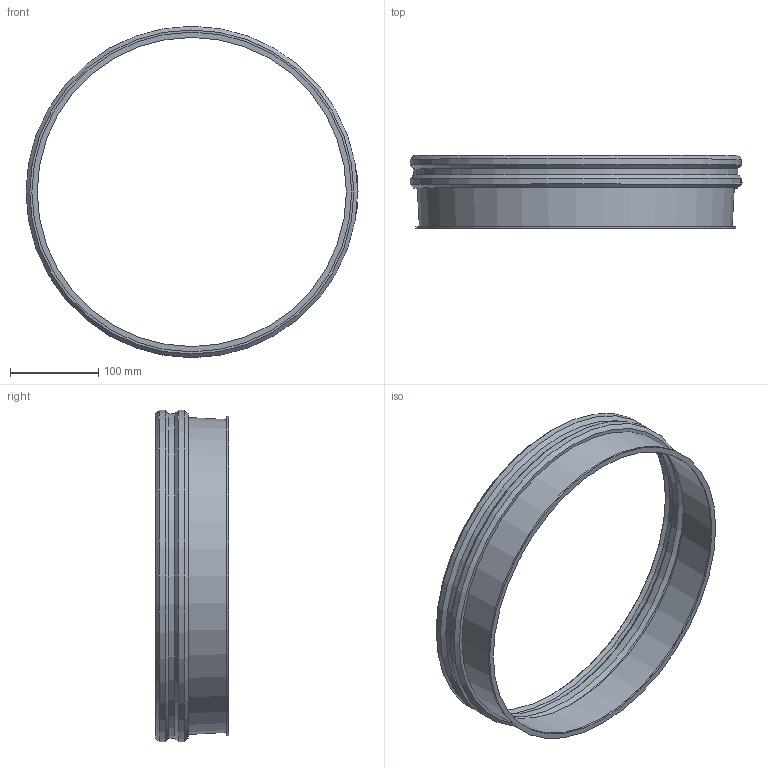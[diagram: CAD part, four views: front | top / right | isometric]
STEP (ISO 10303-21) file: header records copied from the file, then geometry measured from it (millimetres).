
FILE_DESCRIPTION(/* description */ (''),/* implementation_level */ '2;1');
FILE_NAME(/* name */ 'BFM Spigot 350mm with Jacob Lip v2.step',/* time_stamp */ '2023-08-03T14:41:37+12:00',/* author */ (''),/* organization */ (''),/* preprocessor_version */ 'ST-DEVELOPER v20',/* originating_system */ 'Autodesk Translation Framework v12.9.0.99',/* authorisation */ '');
FILE_SCHEMA (('AUTOMOTIVE_DESIGN { 1 0 10303 214 3 1 1 }'));
Length unit declared in the file: millimetre
Products named in the file (1): BFM Spigot 350mm with Jacob Lip
Bounding box: 376.5 x 82.98 x 376 mm (x, y, z)
Volume: 222014.6 mm3; surface area: 226669.3 mm2
Topology: 1 solids, 1 shells, 254 faces, 664 edges, 438 vertices
Faces by surface type: plane 130, bspline 82, cylinder 31, cone 11
Full cylindrical faces by diameter (mm): 350.618 x1, 362.618 x1, 363.5 x1, 367.5 x1, 372 x2, 376 x2
Entity records: 10092 total; most frequent: CARTESIAN_POINT 4147, ORIENTED_EDGE 1328, DIRECTION 1040, EDGE_CURVE 664, VERTEX_POINT 438, LINE 350, VECTOR 350, AXIS2_PLACEMENT_3D 345
